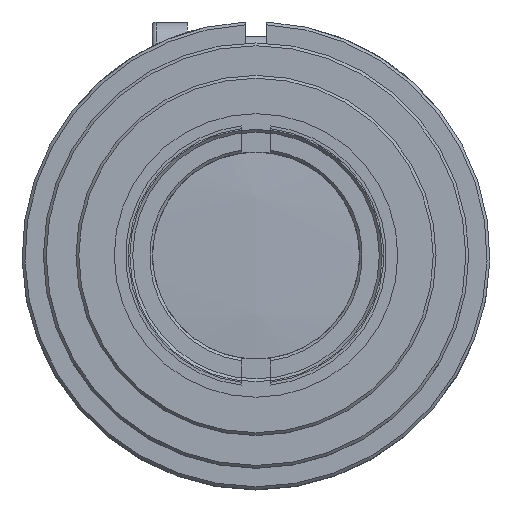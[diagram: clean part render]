
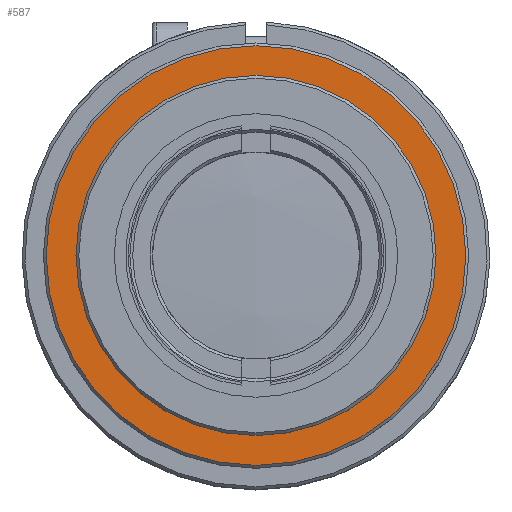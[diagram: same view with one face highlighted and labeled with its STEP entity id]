
A CAD part, top view. The second image highlights one B-rep face of the part: STEP entity #587.
In plain terms, the highlighted planar face has unit normal (0, 0, 1).
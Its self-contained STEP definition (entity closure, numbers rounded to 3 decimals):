
#412=PLANE('',#2853);
#587=ADVANCED_FACE('',(#862,#863),#412,.T.);
#862=FACE_BOUND('',#1158,.T.);
#863=FACE_BOUND('',#1159,.T.);
#1158=EDGE_LOOP('',(#1594));
#1159=EDGE_LOOP('',(#1595));
#1594=ORIENTED_EDGE('',*,*,#2343,.T.);
#1595=ORIENTED_EDGE('',*,*,#2344,.T.);
#2080=VERTEX_POINT('',#4317);
#2081=VERTEX_POINT('',#4319);
#2343=EDGE_CURVE('',#2080,#2080,#2594,.T.);
#2344=EDGE_CURVE('',#2081,#2081,#2595,.T.);
#2594=CIRCLE('',#2851,14.8);
#2595=CIRCLE('',#2852,12.);
#2851=AXIS2_PLACEMENT_3D('',#4316,#3417,#3418);
#2852=AXIS2_PLACEMENT_3D('',#4318,#3419,#3420);
#2853=AXIS2_PLACEMENT_3D('',#4320,#3421,#3422);
#3417=DIRECTION('',(0.,0.,1.));
#3418=DIRECTION('',(0.,-1.,0.));
#3419=DIRECTION('',(0.,0.,-1.));
#3420=DIRECTION('',(0.,1.,0.));
#3421=DIRECTION('',(0.,0.,1.));
#3422=DIRECTION('',(0.,-1.,0.));
#4316=CARTESIAN_POINT('',(0.,0.,130.591));
#4317=CARTESIAN_POINT('',(0.,-14.8,130.591));
#4318=CARTESIAN_POINT('',(0.,0.,130.591));
#4319=CARTESIAN_POINT('',(0.,12.,130.591));
#4320=CARTESIAN_POINT('',(0.,15.,130.591));
